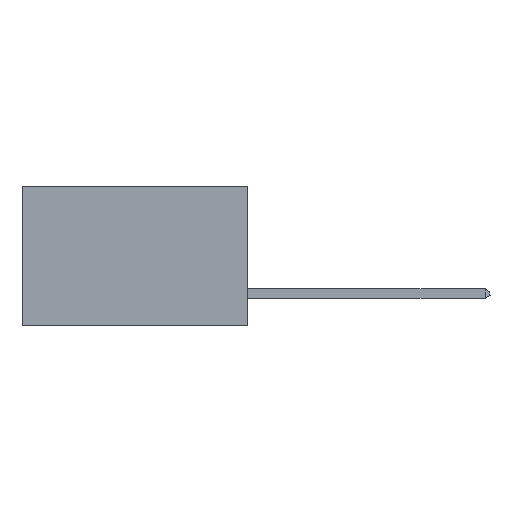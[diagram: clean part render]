
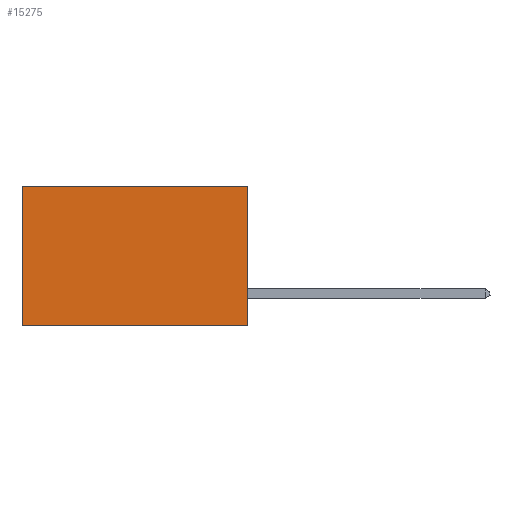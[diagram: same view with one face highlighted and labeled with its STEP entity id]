
A CAD part, left-side view. The second image highlights one B-rep face of the part: STEP entity #15275.
In plain terms, the highlighted planar face has unit normal (-1, 0, 0).
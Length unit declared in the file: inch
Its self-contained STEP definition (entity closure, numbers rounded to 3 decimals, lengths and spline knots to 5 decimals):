
#91 = AXIS2_PLACEMENT_3D ( 'NONE', #11028, #14029, #15535 ) ;
#250 = ORIENTED_EDGE ( 'NONE', *, *, #12702, .F. ) ;
#836 = LINE ( 'NONE', #9450, #5299 ) ;
#2078 = DIRECTION ( 'NONE',  ( 0., 0., -1. ) ) ;
#2278 = EDGE_CURVE ( 'NONE', #10021, #10279, #17442, .T. ) ;
#2507 = EDGE_LOOP ( 'NONE', ( #14842, #17090, #250, #16172 ) ) ;
#2587 = CARTESIAN_POINT ( 'NONE',  ( 0.298, 0., 0. ) ) ;
#2773 = DIRECTION ( 'NONE',  ( 0., 1., 0. ) ) ;
#2995 = EDGE_CURVE ( 'NONE', #10279, #7449, #836, .T. ) ;
#3177 = CARTESIAN_POINT ( 'NONE',  ( 0.298, 0., -0.37 ) ) ;
#3261 = LINE ( 'NONE', #4767, #11138 ) ;
#4698 = DIRECTION ( 'NONE',  ( 0., 0., -1. ) ) ;
#4767 = CARTESIAN_POINT ( 'NONE',  ( 0.298, 0., 0. ) ) ;
#5100 = PLANE ( 'NONE',  #91 ) ;
#5266 = DIRECTION ( 'NONE',  ( 0., 1., 0. ) ) ;
#5299 = VECTOR ( 'NONE', #2078, 39.37008 ) ;
#5337 = VECTOR ( 'NONE', #2773, 39.37008 ) ;
#6287 = FACE_OUTER_BOUND ( 'NONE', #2507, .T. ) ;
#6669 = CARTESIAN_POINT ( 'NONE',  ( 0.298, 0.6, -0.37 ) ) ;
#7449 = VERTEX_POINT ( 'NONE', #6669 ) ;
#8713 = CARTESIAN_POINT ( 'NONE',  ( 0.298, 0.6, 0. ) ) ;
#9450 = CARTESIAN_POINT ( 'NONE',  ( 0.298, 0.6, 0. ) ) ;
#9795 = CARTESIAN_POINT ( 'NONE',  ( 0.298, 0., -0.37 ) ) ;
#10021 = VERTEX_POINT ( 'NONE', #2587 ) ;
#10279 = VERTEX_POINT ( 'NONE', #8713 ) ;
#11028 = CARTESIAN_POINT ( 'NONE',  ( 0.298, 0., 0. ) ) ;
#11138 = VECTOR ( 'NONE', #4698, 39.37008 ) ;
#12462 = VECTOR ( 'NONE', #5266, 39.37008 ) ;
#12702 = EDGE_CURVE ( 'NONE', #10021, #14808, #3261, .T. ) ;
#14029 = DIRECTION ( 'NONE',  ( 1., 0., 0. ) ) ;
#14808 = VERTEX_POINT ( 'NONE', #3177 ) ;
#14842 = ORIENTED_EDGE ( 'NONE', *, *, #2995, .T. ) ;
#15275 = ADVANCED_FACE ( 'NONE', ( #6287 ), #5100, .F. ) ;
#15535 = DIRECTION ( 'NONE',  ( 0., 0., -1. ) ) ;
#16172 = ORIENTED_EDGE ( 'NONE', *, *, #2278, .T. ) ;
#16418 = LINE ( 'NONE', #9795, #12462 ) ;
#17090 = ORIENTED_EDGE ( 'NONE', *, *, #17130, .F. ) ;
#17130 = EDGE_CURVE ( 'NONE', #14808, #7449, #16418, .T. ) ;
#17442 = LINE ( 'NONE', #17641, #5337 ) ;
#17641 = CARTESIAN_POINT ( 'NONE',  ( 0.298, 0., 0. ) ) ;
